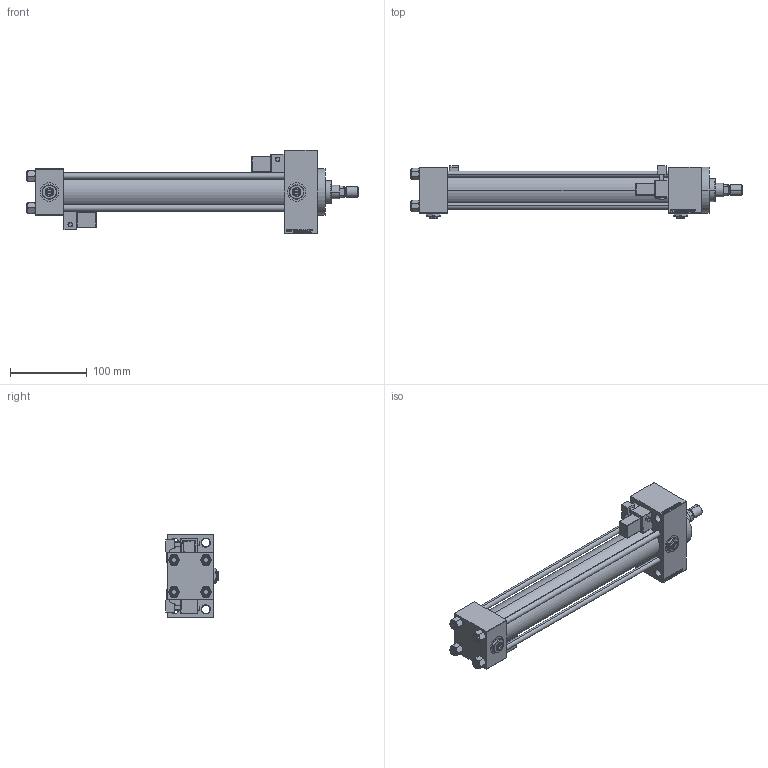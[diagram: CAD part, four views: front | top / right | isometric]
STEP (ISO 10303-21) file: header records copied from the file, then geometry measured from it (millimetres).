
FILE_DESCRIPTION (( 'STEP AP203' ), '1' );
FILE_NAME ('7e33.STEP', '2025-07-29T09:41:03', ( '' ), ( '' ), 'SwSTEP 2.0', 'SolidWorks 2019', '' );
FILE_SCHEMA (( 'CONFIG_CONTROL_DESIGN' ));
Length unit declared in the file: millimetre
Products named in the file (9): NUT_M5_D ee36df159aa7da1a04199375f40bf40f; 7e33; ROD_END_AH ee36df159aa7da1a04199375f40bf40f; V215CR_D_TYCINKA ee36df159aa7da1a04199375f40bf40f; V215CR_VCP_D ee36df159aa7da1a04199375f40bf40f; V215CR_D_Body ee36df159aa7da1a04199375f40bf40f; V215CR_MSU ee36df159aa7da1a04199375f40bf40f; Zatka_pro_OIL_PORT ee36df159aa7da1a04199375f40bf40f; V215_VC_A ee36df159aa7da1a04199375f40bf40f
Assembly tree (16 placements, depth 2):
  7e33
    V215CR_D_Body ee36df159aa7da1a04199375f40bf40f
    V215CR_VCP_D ee36df159aa7da1a04199375f40bf40f
    NUT_M5_D ee36df159aa7da1a04199375f40bf40f  x4
    V215CR_D_TYCINKA ee36df159aa7da1a04199375f40bf40f  x4
    V215_VC_A ee36df159aa7da1a04199375f40bf40f
    ROD_END_AH ee36df159aa7da1a04199375f40bf40f
    V215CR_MSU ee36df159aa7da1a04199375f40bf40f  x2
    Zatka_pro_OIL_PORT ee36df159aa7da1a04199375f40bf40f  x2
Bounding box: 433 x 68.9 x 109 mm (x, y, z)
Volume: 757083.5 mm3; surface area: 235397.3 mm2
Topology: 16 solids, 16 shells, 1374 faces, 3372 edges, 2131 vertices
Faces by surface type: plane 608, bspline 368, cone 188, cylinder 164, sphere 24, torus 22
Entity records: 51962 total; most frequent: CARTESIAN_POINT 26093, ORIENTED_EDGE 5662, DIRECTION 3927, EDGE_CURVE 2831, VERTEX_POINT 1833, LINE 1661, VECTOR 1661, EDGE_LOOP 1278
